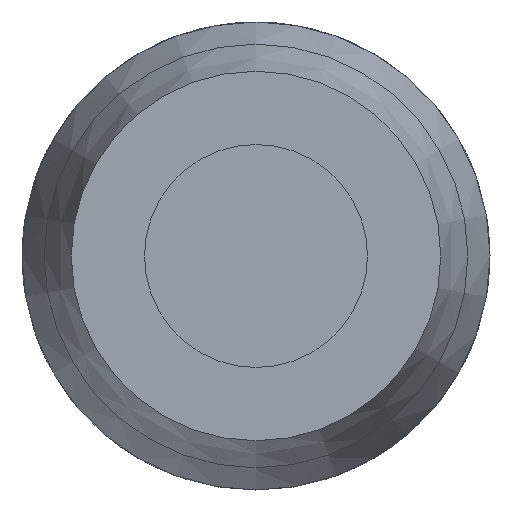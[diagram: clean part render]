
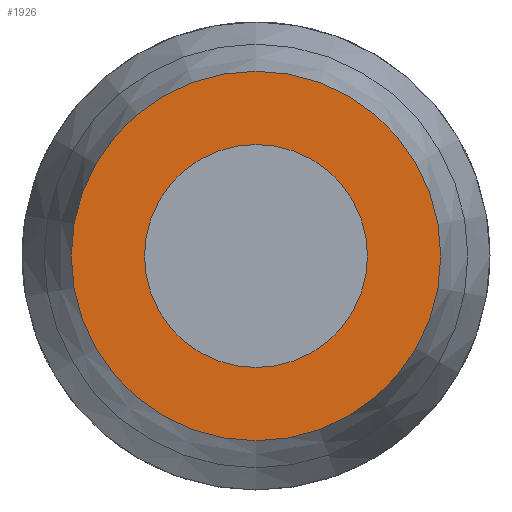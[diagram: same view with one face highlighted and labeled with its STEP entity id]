
A CAD part, front view. The second image highlights one B-rep face of the part: STEP entity #1926.
In plain terms, the highlighted planar face has unit normal (0, -1, 0).
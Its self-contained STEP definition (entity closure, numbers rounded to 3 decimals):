
#323 = CARTESIAN_POINT ( 'NONE',  ( 0., -43., 7.5 ) ) ;
#360 = EDGE_CURVE ( 'NONE', #1763, #1763, #3369, .T. ) ;
#808 = DIRECTION ( 'NONE',  ( 0., 0., 1. ) ) ;
#1213 = CARTESIAN_POINT ( 'NONE',  ( 0., -43., 0. ) ) ;
#1505 = AXIS2_PLACEMENT_3D ( 'NONE', #4946, #4927, #808 ) ;
#1607 = AXIS2_PLACEMENT_3D ( 'NONE', #1213, #5328, #1726 ) ;
#1662 = VERTEX_POINT ( 'NONE', #1762 ) ;
#1726 = DIRECTION ( 'NONE',  ( 0., 0., -1. ) ) ;
#1762 = CARTESIAN_POINT ( 'NONE',  ( 0., -43., -4.528 ) ) ;
#1763 = VERTEX_POINT ( 'NONE', #323 ) ;
#1900 = EDGE_LOOP ( 'NONE', ( #4856 ) ) ;
#1926 = ADVANCED_FACE ( 'NONE', ( #2923, #4422 ), #5428, .T. ) ;
#2228 = CARTESIAN_POINT ( 'NONE',  ( 0., -43., 0. ) ) ;
#2923 = FACE_BOUND ( 'NONE', #3449, .T. ) ;
#3118 = CIRCLE ( 'NONE', #1607, 4.528 ) ;
#3369 = CIRCLE ( 'NONE', #1505, 7.5 ) ;
#3449 = EDGE_LOOP ( 'NONE', ( #5909 ) ) ;
#3653 = EDGE_CURVE ( 'NONE', #1662, #1662, #3118, .T. ) ;
#4174 = AXIS2_PLACEMENT_3D ( 'NONE', #2228, #4541, #5448 ) ;
#4422 = FACE_OUTER_BOUND ( 'NONE', #1900, .T. ) ;
#4541 = DIRECTION ( 'NONE',  ( 0., -1., 0. ) ) ;
#4856 = ORIENTED_EDGE ( 'NONE', *, *, #360, .F. ) ;
#4927 = DIRECTION ( 'NONE',  ( 0., 1., 0. ) ) ;
#4946 = CARTESIAN_POINT ( 'NONE',  ( 0., -43., 0. ) ) ;
#5328 = DIRECTION ( 'NONE',  ( 0., -1., 0. ) ) ;
#5428 = PLANE ( 'NONE',  #4174 ) ;
#5448 = DIRECTION ( 'NONE',  ( 0., 0., -1. ) ) ;
#5909 = ORIENTED_EDGE ( 'NONE', *, *, #3653, .F. ) ;
